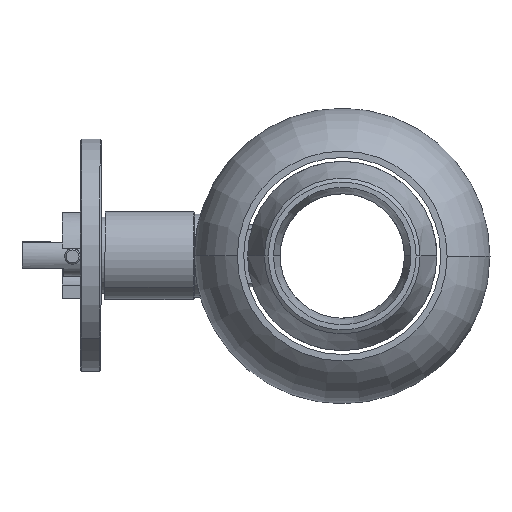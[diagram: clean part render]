
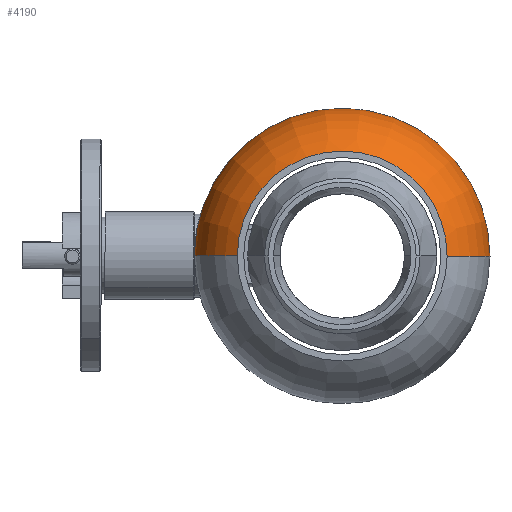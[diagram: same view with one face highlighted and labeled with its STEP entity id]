
A CAD part, left-side view. The second image highlights one B-rep face of the part: STEP entity #4190.
In plain terms, the highlighted toroidal (fillet/blend) face has major radius 20.875 mm and minor radius 36.125 mm.
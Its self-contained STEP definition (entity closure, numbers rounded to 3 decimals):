
#6 = CARTESIAN_POINT ( 'NONE',  ( -60., 0., 0. ) ) ;
#196 = VERTEX_POINT ( 'NONE', #4018 ) ;
#218 = DIRECTION ( 'NONE',  ( 0., -1., 0. ) ) ;
#308 = CARTESIAN_POINT ( 'NONE',  ( -60., 40.468, 0. ) ) ;
#351 = ORIENTED_EDGE ( 'NONE', *, *, #4931, .F. ) ;
#764 = CIRCLE ( 'NONE', #848, 36.125 ) ;
#848 = AXIS2_PLACEMENT_3D ( 'NONE', #3720, #4913, #2089 ) ;
#1450 = VERTEX_POINT ( 'NONE', #308 ) ;
#1703 = CARTESIAN_POINT ( 'NONE',  ( -29.65, -57., 0. ) ) ;
#1848 = ORIENTED_EDGE ( 'NONE', *, *, #2887, .F. ) ;
#1921 = TOROIDAL_SURFACE ( 'NONE', #4632, 20.875, 36.125 ) ;
#2008 = EDGE_LOOP ( 'NONE', ( #3389, #4058, #1848, #351 ) ) ;
#2089 = DIRECTION ( 'NONE',  ( -1., 0., 0. ) ) ;
#2156 = CARTESIAN_POINT ( 'NONE',  ( -29.65, 0., 0. ) ) ;
#2249 = CARTESIAN_POINT ( 'NONE',  ( -29.65, 0., 0. ) ) ;
#2521 = AXIS2_PLACEMENT_3D ( 'NONE', #5044, #3035, #4612 ) ;
#2796 = VERTEX_POINT ( 'NONE', #1703 ) ;
#2887 = EDGE_CURVE ( 'NONE', #196, #1450, #4997, .T. ) ;
#3035 = DIRECTION ( 'NONE',  ( 0., 0., 1. ) ) ;
#3085 = VERTEX_POINT ( 'NONE', #4101 ) ;
#3096 = DIRECTION ( 'NONE',  ( -1., 0., 0. ) ) ;
#3122 = CIRCLE ( 'NONE', #4439, 57. ) ;
#3263 = AXIS2_PLACEMENT_3D ( 'NONE', #6, #3096, #4716 ) ;
#3389 = ORIENTED_EDGE ( 'NONE', *, *, #4783, .T. ) ;
#3488 = EDGE_CURVE ( 'NONE', #3085, #1450, #3495, .T. ) ;
#3495 = CIRCLE ( 'NONE', #2521, 36.125 ) ;
#3714 = DIRECTION ( 'NONE',  ( -1., 0., 0. ) ) ;
#3720 = CARTESIAN_POINT ( 'NONE',  ( -29.65, -20.875, 0. ) ) ;
#4018 = CARTESIAN_POINT ( 'NONE',  ( -60., -40.468, 0. ) ) ;
#4058 = ORIENTED_EDGE ( 'NONE', *, *, #3488, .T. ) ;
#4101 = CARTESIAN_POINT ( 'NONE',  ( -29.65, 57., 0. ) ) ;
#4178 = FACE_OUTER_BOUND ( 'NONE', #2008, .T. ) ;
#4190 = ADVANCED_FACE ( 'NONE', ( #4178 ), #1921, .T. ) ;
#4439 = AXIS2_PLACEMENT_3D ( 'NONE', #2249, #4631, #4609 ) ;
#4609 = DIRECTION ( 'NONE',  ( 0., -1., 0. ) ) ;
#4612 = DIRECTION ( 'NONE',  ( 0., -1., 0. ) ) ;
#4631 = DIRECTION ( 'NONE',  ( -1., 0., 0. ) ) ;
#4632 = AXIS2_PLACEMENT_3D ( 'NONE', #2156, #3714, #218 ) ;
#4716 = DIRECTION ( 'NONE',  ( 0., -1., 0. ) ) ;
#4783 = EDGE_CURVE ( 'NONE', #2796, #3085, #3122, .T. ) ;
#4913 = DIRECTION ( 'NONE',  ( 0., 0., -1. ) ) ;
#4931 = EDGE_CURVE ( 'NONE', #2796, #196, #764, .T. ) ;
#4997 = CIRCLE ( 'NONE', #3263, 40.468 ) ;
#5044 = CARTESIAN_POINT ( 'NONE',  ( -29.65, 20.875, 0. ) ) ;
